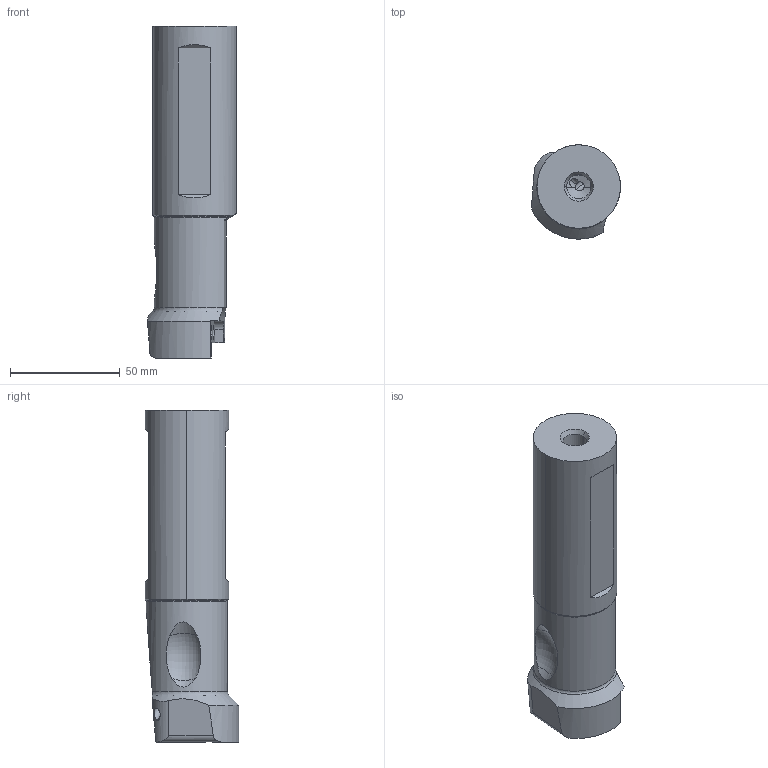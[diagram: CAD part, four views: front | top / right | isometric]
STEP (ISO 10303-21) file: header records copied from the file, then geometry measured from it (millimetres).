
FILE_DESCRIPTION(/* description */ (''),/* implementation_level */ '2;1');
FILE_NAME(/* name */ 'GYDLUS24M90D_M25R.stp',/* time_stamp */ '2017-01-13T13:09:04+09:00',/* author */ (''),/* organization */ (''),/* preprocessor_version */ 'ST-DEVELOPER v16',/* originating_system */ 'SIEMENS PLM Software NX 10.0',/* authorisation */ '');
FILE_SCHEMA (('AUTOMOTIVE_DESIGN { 1 0 10303 214 3 1 1 1 }'));
Length unit declared in the file: millimetre
Products named in the file (1): GYDLUS24M90D_M25R
Bounding box: 40.59 x 42.8 x 151.4 mm (x, y, z)
Volume: 140567.7 mm3; surface area: 26034.4 mm2
Topology: 1 solids, 1 shells, 112 faces, 305 edges, 190 vertices
Faces by surface type: cylinder 45, plane 32, cone 30, torus 4, sphere 1
Entity records: 4464 total; most frequent: CARTESIAN_POINT 1660, ORIENTED_EDGE 588, DIRECTION 568, EDGE_CURVE 294, AXIS2_PLACEMENT_3D 218, VERTEX_POINT 190, LINE 132, VECTOR 132
